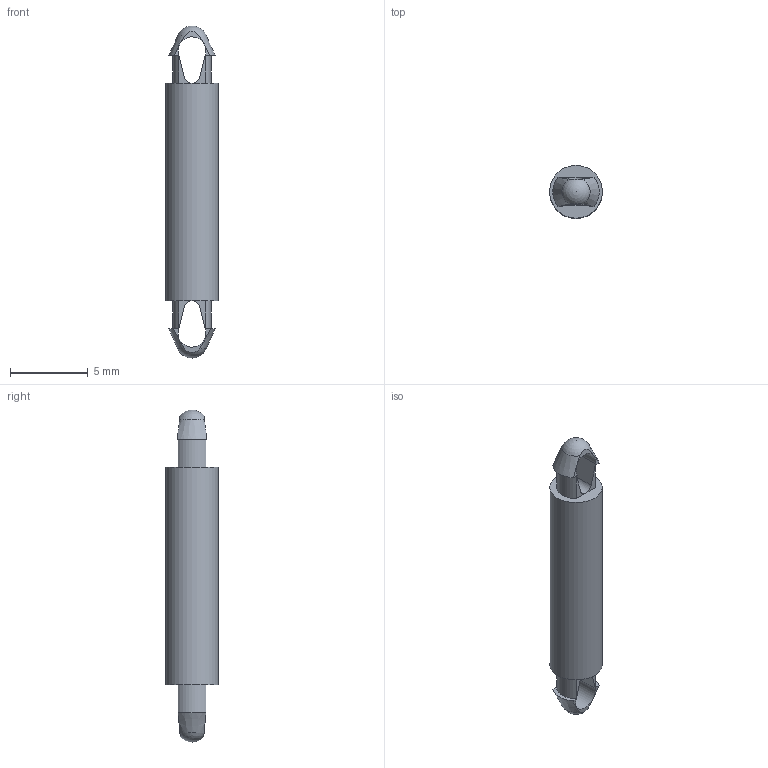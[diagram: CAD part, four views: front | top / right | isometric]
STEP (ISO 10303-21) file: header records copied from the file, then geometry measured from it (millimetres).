
FILE_DESCRIPTION(/* description */ ('Unknown'),/* implementation_level */ '2;1');
FILE_NAME(/* name */ '709659220',/* time_stamp */ '2018-10-31T09:04:23+01:00',/* author */ ('Unknown'),/* organization */ ('Unknown'),/* preprocessor_version */ 'ST-DEVELOPER v16.7',/* originating_system */ 'DEX',/* authorisation */ $);
FILE_SCHEMA (('AUTOMOTIVE_DESIGN {1 0 10303 214 3 1 1}'));
Length unit declared in the file: millimetre
Products named in the file (1): 709659220
Bounding box: 3.4 x 3.4 x 21.4 mm (x, y, z)
Volume: 139.3 mm3; surface area: 226.8 mm2
Topology: 1 solids, 1 shells, 37 faces, 109 edges, 70 vertices
Faces by surface type: plane 22, cylinder 9, cone 4, sphere 2
Full cylindrical faces by diameter (mm): 3.4 x1
Entity records: 1228 total; most frequent: CARTESIAN_POINT 230, ORIENTED_EDGE 204, DIRECTION 204, EDGE_CURVE 102, AXIS2_PLACEMENT_3D 72, VERTEX_POINT 66, LINE 60, VECTOR 60
